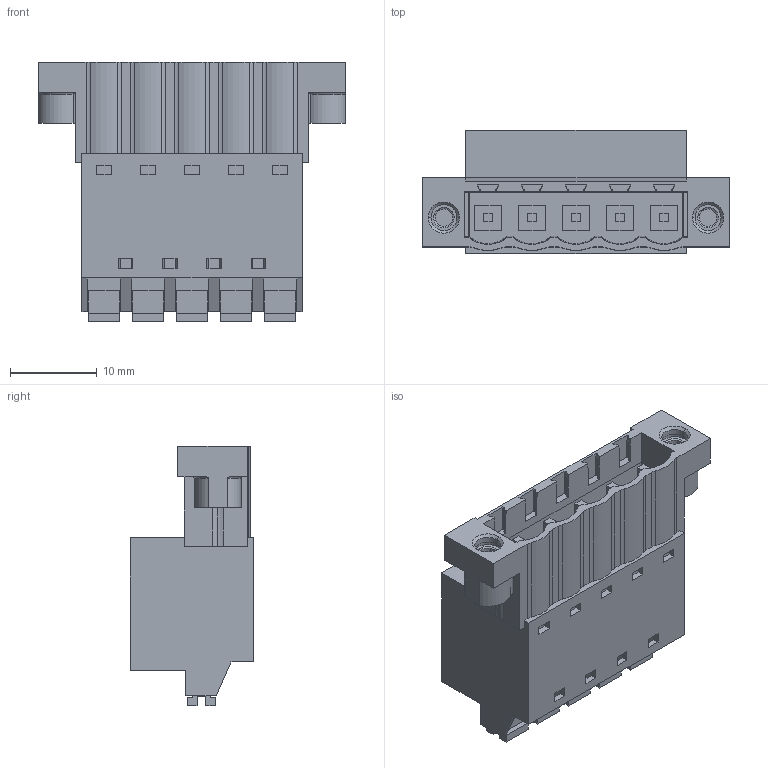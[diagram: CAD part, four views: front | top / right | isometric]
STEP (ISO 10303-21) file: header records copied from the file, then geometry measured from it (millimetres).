
FILE_DESCRIPTION(('CATIA V5 STEP Exchange','CAx-IF Rec.Pracs.--- Model Styling and Organization---1.4--- 2014-01-23'),'2;1');
FILE_NAME ('011694-2_1_1335660000_1335660000.stp','2021-09-07T05:45:49+00:00',('none'),('Weidmueller'),'CATIA Version 5-6 Release 2016 SP3 HF44','CATIA V5 STEP AP214','none');
FILE_SCHEMA(('AUTOMOTIVE_DESIGN { 1 0 10303 214 1 1 1 1 }'));
Length unit declared in the file: millimetre
Products named in the file (1): 1335660000
Bounding box: 35.4 x 14.2 x 29.93 mm (x, y, z)
Volume: 5964.7 mm3; surface area: 5991.3 mm2
Topology: 13 solids, 13 shells, 586 faces, 1534 edges, 1002 vertices
Faces by surface type: plane 479, cylinder 81, cone 12, extrusion 10, torus 4
Entity records: 17312 total; most frequent: CARTESIAN_POINT 3670, ORIENTED_EDGE 3068, DIRECTION 2262, EDGE_CURVE 1534, VECTOR 1341, LINE 1331, VERTEX_POINT 1002, EDGE_LOOP 648
